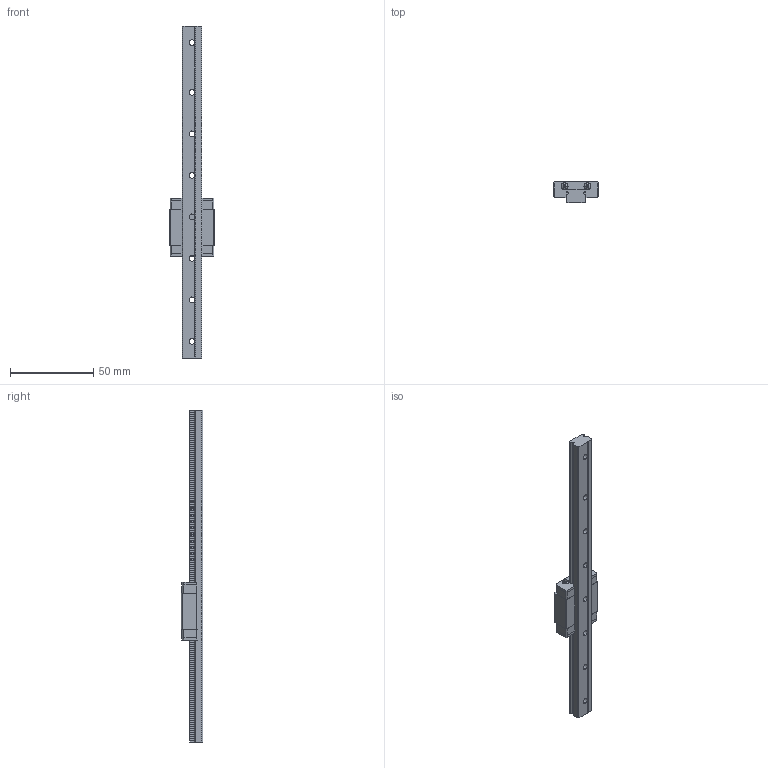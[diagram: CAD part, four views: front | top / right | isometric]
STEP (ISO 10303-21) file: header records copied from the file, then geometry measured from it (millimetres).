
FILE_DESCRIPTION (( 'STEP AP214' ), '1' );
FILE_NAME ('MGN12 LINEAR GUIDE SUBASSEMBLY, 12C.STEP', '2018-08-23T06:05:37', ( '' ), ( '' ), 'SwSTEP 2.0', 'SolidWorks 2018', '' );
FILE_SCHEMA (( 'AUTOMOTIVE_DESIGN' ));
Length unit declared in the file: millimetre
Products named in the file (5): MGN12 LINEAR GUIDE RAIL, CONFIGURABLE; MGN12 LINEAR GUIDE RAIL, CONFIGURABLE_200 mm; MGN12 LINEAR GUIDE SUBASSEMBLY, 12C; MGN12C, LINEAR GUIDE BLOCK
Assembly tree (2 placements, depth 2):
  MGN12 LINEAR GUIDE RAIL, CONFIGURABLE
  MGN12 LINEAR GUIDE SUBASSEMBLY, 12C
    MGN12 LINEAR GUIDE RAIL, CONFIGURABLE_200 mm
    MGN12C, LINEAR GUIDE BLOCK
  MGN12C, LINEAR GUIDE BLOCK
Bounding box: 27 x 13 x 200 mm (x, y, z)
Volume: 23802.6 mm3; surface area: 14746.3 mm2
Topology: 10 solids, 10 shells, 397 faces, 1099 edges, 726 vertices
Faces by surface type: plane 212, cylinder 157, cone 24, bspline 4
Entity records: 16600 total; most frequent: CARTESIAN_POINT 2520, ORIENTED_EDGE 2182, DIRECTION 2171, EDGE_CURVE 1091, AXIS2_PLACEMENT_3D 745, VERTEX_POINT 726, VECTOR 681, LINE 681
